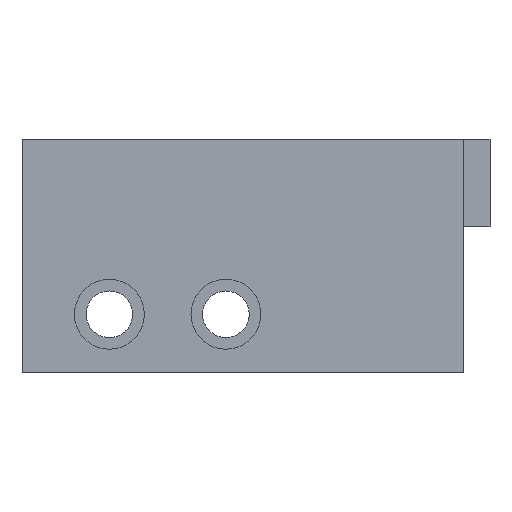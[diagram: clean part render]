
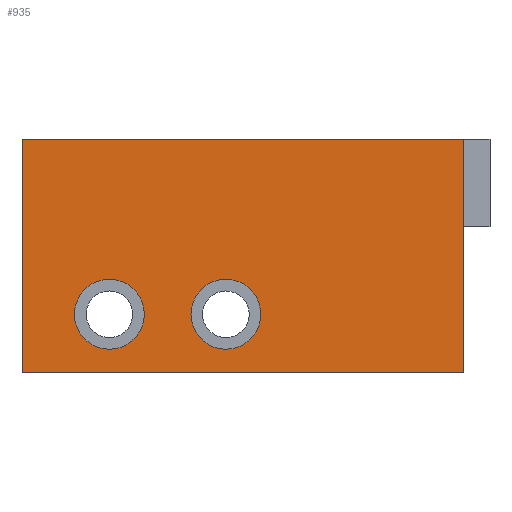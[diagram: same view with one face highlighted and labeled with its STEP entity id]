
A CAD part, front view. The second image highlights one B-rep face of the part: STEP entity #935.
In plain terms, the highlighted planar face has unit normal (0, -1, 0).
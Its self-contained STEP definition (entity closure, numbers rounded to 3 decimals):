
#21 = FACE_BOUND ( 'NONE', #2387, .T. ) ;
#45 = VERTEX_POINT ( 'NONE', #2579 ) ;
#101 = DIRECTION ( 'NONE',  ( -1., 0., 0. ) ) ;
#110 = ORIENTED_EDGE ( 'NONE', *, *, #218, .F. ) ;
#165 = EDGE_CURVE ( 'NONE', #689, #961, #551, .T. ) ;
#218 = EDGE_CURVE ( 'NONE', #961, #1511, #335, .T. ) ;
#256 = CIRCLE ( 'NONE', #2343, 1.2 ) ;
#335 = LINE ( 'NONE', #1275, #554 ) ;
#350 = DIRECTION ( 'NONE',  ( 0., 0., -1. ) ) ;
#384 = ORIENTED_EDGE ( 'NONE', *, *, #2011, .F. ) ;
#387 = CARTESIAN_POINT ( 'NONE',  ( 2.867, 0., 3. ) ) ;
#446 = LINE ( 'NONE', #387, #2729 ) ;
#449 = CARTESIAN_POINT ( 'NONE',  ( -9.3, 0., -4.2 ) ) ;
#450 = CARTESIAN_POINT ( 'NONE',  ( -5.3, 0., -1.8 ) ) ;
#452 = DIRECTION ( 'NONE',  ( -1., 0., 0. ) ) ;
#499 = AXIS2_PLACEMENT_3D ( 'NONE', #871, #929, #1155 ) ;
#523 = DIRECTION ( 'NONE',  ( 0., -1., 0. ) ) ;
#544 = CARTESIAN_POINT ( 'NONE',  ( 2.867, 0., 3. ) ) ;
#551 = LINE ( 'NONE', #2177, #1871 ) ;
#554 = VECTOR ( 'NONE', #101, 1000. ) ;
#626 = CARTESIAN_POINT ( 'NONE',  ( -12.3, 0., -5. ) ) ;
#646 = ORIENTED_EDGE ( 'NONE', *, *, #2322, .F. ) ;
#648 = CARTESIAN_POINT ( 'NONE',  ( -9.3, 0., -1.8 ) ) ;
#663 = ORIENTED_EDGE ( 'NONE', *, *, #2535, .F. ) ;
#689 = VERTEX_POINT ( 'NONE', #544 ) ;
#726 = FACE_BOUND ( 'NONE', #805, .T. ) ;
#732 = AXIS2_PLACEMENT_3D ( 'NONE', #2582, #523, #2146 ) ;
#805 = EDGE_LOOP ( 'NONE', ( #646, #663 ) ) ;
#810 = EDGE_CURVE ( 'NONE', #45, #1511, #892, .T. ) ;
#822 = CARTESIAN_POINT ( 'NONE',  ( 2.867, 0., -5. ) ) ;
#871 = CARTESIAN_POINT ( 'NONE',  ( -9.3, 0., -3. ) ) ;
#892 = LINE ( 'NONE', #626, #2066 ) ;
#929 = DIRECTION ( 'NONE',  ( 0., -1., 0. ) ) ;
#935 = ADVANCED_FACE ( 'NONE', ( #726, #21, #1147 ), #1187, .F. ) ;
#960 = DIRECTION ( 'NONE',  ( 0., 0., -1. ) ) ;
#961 = VERTEX_POINT ( 'NONE', #822 ) ;
#1002 = AXIS2_PLACEMENT_3D ( 'NONE', #2767, #2068, #452 ) ;
#1044 = VERTEX_POINT ( 'NONE', #449 ) ;
#1063 = CARTESIAN_POINT ( 'NONE',  ( -9.3, 0., -3. ) ) ;
#1121 = CARTESIAN_POINT ( 'NONE',  ( -12.3, 0., -5. ) ) ;
#1147 = FACE_OUTER_BOUND ( 'NONE', #2462, .T. ) ;
#1155 = DIRECTION ( 'NONE',  ( 0., 0., -1. ) ) ;
#1187 = PLANE ( 'NONE',  #1002 ) ;
#1275 = CARTESIAN_POINT ( 'NONE',  ( 2.867, 0., -5. ) ) ;
#1276 = CIRCLE ( 'NONE', #732, 1.2 ) ;
#1303 = DIRECTION ( 'NONE',  ( 0., 0., -1. ) ) ;
#1362 = ORIENTED_EDGE ( 'NONE', *, *, #810, .T. ) ;
#1370 = DIRECTION ( 'NONE',  ( 0., 0., -1. ) ) ;
#1511 = VERTEX_POINT ( 'NONE', #1121 ) ;
#1603 = ORIENTED_EDGE ( 'NONE', *, *, #2899, .F. ) ;
#1758 = DIRECTION ( 'NONE',  ( 0., -1., 0. ) ) ;
#1820 = CARTESIAN_POINT ( 'NONE',  ( -5.3, 0., -3. ) ) ;
#1871 = VECTOR ( 'NONE', #350, 1000. ) ;
#1911 = CIRCLE ( 'NONE', #499, 1.2 ) ;
#1945 = VERTEX_POINT ( 'NONE', #450 ) ;
#1965 = CIRCLE ( 'NONE', #2202, 1.2 ) ;
#1995 = ORIENTED_EDGE ( 'NONE', *, *, #165, .F. ) ;
#2011 = EDGE_CURVE ( 'NONE', #1945, #2017, #1276, .T. ) ;
#2017 = VERTEX_POINT ( 'NONE', #2331 ) ;
#2049 = DIRECTION ( 'NONE',  ( 0., -1., 0. ) ) ;
#2066 = VECTOR ( 'NONE', #1303, 1000. ) ;
#2068 = DIRECTION ( 'NONE',  ( 0., 1., 0. ) ) ;
#2146 = DIRECTION ( 'NONE',  ( 0., 0., -1. ) ) ;
#2177 = CARTESIAN_POINT ( 'NONE',  ( 2.867, 0., 3. ) ) ;
#2202 = AXIS2_PLACEMENT_3D ( 'NONE', #1063, #1758, #960 ) ;
#2301 = EDGE_CURVE ( 'NONE', #45, #689, #446, .T. ) ;
#2322 = EDGE_CURVE ( 'NONE', #1044, #2895, #1911, .T. ) ;
#2331 = CARTESIAN_POINT ( 'NONE',  ( -5.3, 0., -4.2 ) ) ;
#2343 = AXIS2_PLACEMENT_3D ( 'NONE', #1820, #2049, #1370 ) ;
#2387 = EDGE_LOOP ( 'NONE', ( #1603, #384 ) ) ;
#2462 = EDGE_LOOP ( 'NONE', ( #2528, #1362, #110, #1995 ) ) ;
#2528 = ORIENTED_EDGE ( 'NONE', *, *, #2301, .F. ) ;
#2535 = EDGE_CURVE ( 'NONE', #2895, #1044, #1965, .T. ) ;
#2579 = CARTESIAN_POINT ( 'NONE',  ( -12.3, 0., 3. ) ) ;
#2582 = CARTESIAN_POINT ( 'NONE',  ( -5.3, 0., -3. ) ) ;
#2729 = VECTOR ( 'NONE', #2991, 1000. ) ;
#2767 = CARTESIAN_POINT ( 'NONE',  ( 2.867, 0., 3. ) ) ;
#2895 = VERTEX_POINT ( 'NONE', #648 ) ;
#2899 = EDGE_CURVE ( 'NONE', #2017, #1945, #256, .T. ) ;
#2991 = DIRECTION ( 'NONE',  ( 1., 0., 0. ) ) ;
